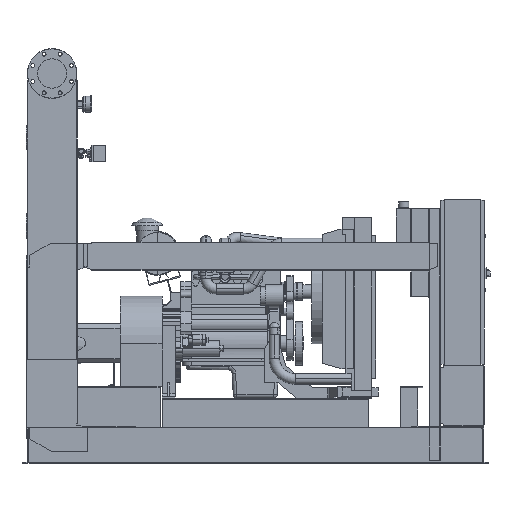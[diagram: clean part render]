
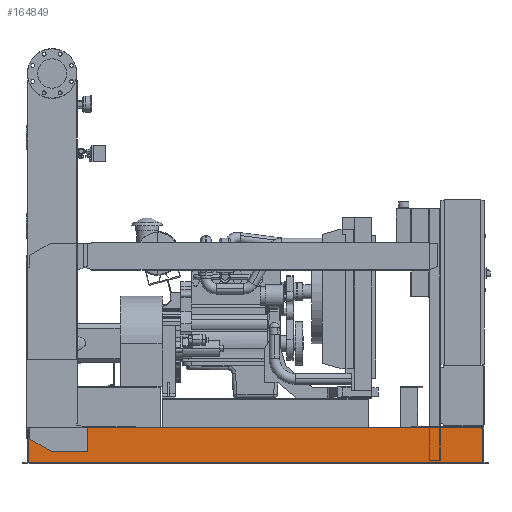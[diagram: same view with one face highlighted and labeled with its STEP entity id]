
A CAD part, front view. The second image highlights one B-rep face of the part: STEP entity #164849.
In plain terms, the highlighted free-form (B-spline) face has degree [1, 1] with [2, 2] control points.
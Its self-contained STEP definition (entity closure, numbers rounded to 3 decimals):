
#159790=CARTESIAN_POINT('',(-131.0,-738.5,202.));
#159791=VERTEX_POINT('',#159790);
#159798=CARTESIAN_POINT('',(-131.0,-738.5,208.));
#159799=VERTEX_POINT('',#159798);
#159800=CARTESIAN_POINT('',(-131.0,-738.5,202.));
#159801=DIRECTION('',(0.0,0.0,1.0));
#159802=VECTOR('',#159801,6.);
#159803=LINE('',#159800,#159802);
#159804=EDGE_CURVE('',#159791,#159799,#159803,.T.);
#163123=CARTESIAN_POINT('',(2463.0,-738.5,208.));
#163124=VERTEX_POINT('',#163123);
#163125=CARTESIAN_POINT('',(-131.0,-738.5,208.));
#163126=DIRECTION('',(1.0,0.0,0.0));
#163127=VECTOR('',#163126,2594.0);
#163128=LINE('',#163125,#163127);
#163129=EDGE_CURVE('',#159799,#163124,#163128,.T.);
#164426=CARTESIAN_POINT('',(2471.0,-738.5,202.));
#164427=VERTEX_POINT('',#164426);
#164434=CARTESIAN_POINT('',(2471.0,-738.5,112.689));
#164435=VERTEX_POINT('',#164434);
#164436=CARTESIAN_POINT('',(2471.0,-738.5,112.689));
#164437=DIRECTION('',(0.0,0.0,1.0));
#164438=VECTOR('',#164437,89.311);
#164439=LINE('',#164436,#164438);
#164440=EDGE_CURVE('',#164435,#164427,#164439,.T.);
#164763=CARTESIAN_POINT('',(-139.0,-738.5,3.));
#164764=CARTESIAN_POINT('',(-139.0,-738.5,208.));
#164765=CARTESIAN_POINT('',(2471.0,-738.5,3.));
#164766=CARTESIAN_POINT('',(2471.0,-738.5,208.));
#164767=B_SPLINE_SURFACE_WITH_KNOTS('',1,1,((#164763,#164765),(#164764,#164766)),.UNSPECIFIED.,.F.,.F.,.U.,(2,2),(2,2),(0.0,205.),(0.0,2610.0),.UNSPECIFIED.);
#164768=CARTESIAN_POINT('',(2471.0,-738.5,6.));
#164769=VERTEX_POINT('',#164768);
#164770=CARTESIAN_POINT('',(2471.0,-738.5,6.));
#164771=DIRECTION('',(0.0,0.0,1.0));
#164772=VECTOR('',#164771,106.689);
#164773=LINE('',#164770,#164772);
#164774=EDGE_CURVE('',#164769,#164435,#164773,.T.);
#164775=ORIENTED_EDGE('',*,*,#164774,.T.);
#164776=ORIENTED_EDGE('',*,*,#164440,.T.);
#164777=CARTESIAN_POINT('',(2463.0,-738.5,202.));
#164778=VERTEX_POINT('',#164777);
#164779=CARTESIAN_POINT('',(2471.0,-738.5,202.));
#164780=DIRECTION('',(-1.0,0.0,0.0));
#164781=VECTOR('',#164780,8.0);
#164782=LINE('',#164779,#164781);
#164783=EDGE_CURVE('',#164427,#164778,#164782,.T.);
#164784=ORIENTED_EDGE('',*,*,#164783,.T.);
#164785=CARTESIAN_POINT('',(2463.0,-738.5,208.));
#164786=DIRECTION('',(0.0,0.0,-1.0));
#164787=VECTOR('',#164786,6.);
#164788=LINE('',#164785,#164787);
#164789=EDGE_CURVE('',#163124,#164778,#164788,.T.);
#164790=ORIENTED_EDGE('',*,*,#164789,.F.);
#164791=ORIENTED_EDGE('',*,*,#163129,.F.);
#164792=ORIENTED_EDGE('',*,*,#159804,.F.);
#164793=CARTESIAN_POINT('',(-139.0,-738.5,202.));
#164794=VERTEX_POINT('',#164793);
#164795=CARTESIAN_POINT('',(-131.0,-738.5,202.));
#164796=DIRECTION('',(-1.0,0.0,0.0));
#164797=VECTOR('',#164796,8.0);
#164798=LINE('',#164795,#164797);
#164799=EDGE_CURVE('',#159791,#164794,#164798,.T.);
#164800=ORIENTED_EDGE('',*,*,#164799,.T.);
#164801=CARTESIAN_POINT('',(-139.0,-738.5,6.));
#164802=VERTEX_POINT('',#164801);
#164803=CARTESIAN_POINT('',(-139.0,-738.5,202.));
#164804=DIRECTION('',(0.0,0.0,-1.0));
#164805=VECTOR('',#164804,196.);
#164806=LINE('',#164803,#164805);
#164807=EDGE_CURVE('',#164794,#164802,#164806,.T.);
#164808=ORIENTED_EDGE('',*,*,#164807,.T.);
#164809=CARTESIAN_POINT('',(-131.0,-738.5,6.));
#164810=VERTEX_POINT('',#164809);
#164811=CARTESIAN_POINT('',(-139.0,-738.5,6.));
#164812=DIRECTION('',(1.0,0.0,0.0));
#164813=VECTOR('',#164812,8.0);
#164814=LINE('',#164811,#164813);
#164815=EDGE_CURVE('',#164802,#164810,#164814,.T.);
#164816=ORIENTED_EDGE('',*,*,#164815,.T.);
#164817=CARTESIAN_POINT('',(-131.0,-738.5,3.));
#164818=VERTEX_POINT('',#164817);
#164819=CARTESIAN_POINT('',(-131.0,-738.5,3.));
#164820=DIRECTION('',(0.0,0.0,1.0));
#164821=VECTOR('',#164820,3.);
#164822=LINE('',#164819,#164821);
#164823=EDGE_CURVE('',#164818,#164810,#164822,.T.);
#164824=ORIENTED_EDGE('',*,*,#164823,.F.);
#164825=CARTESIAN_POINT('',(2463.0,-738.5,3.));
#164826=VERTEX_POINT('',#164825);
#164827=CARTESIAN_POINT('',(2463.0,-738.5,3.));
#164828=DIRECTION('',(-1.0,0.0,0.0));
#164829=VECTOR('',#164828,2594.0);
#164830=LINE('',#164827,#164829);
#164831=EDGE_CURVE('',#164826,#164818,#164830,.T.);
#164832=ORIENTED_EDGE('',*,*,#164831,.F.);
#164833=CARTESIAN_POINT('',(2463.0,-738.5,6.));
#164834=VERTEX_POINT('',#164833);
#164835=CARTESIAN_POINT('',(2463.0,-738.5,6.));
#164836=DIRECTION('',(0.0,0.0,-1.0));
#164837=VECTOR('',#164836,3.);
#164838=LINE('',#164835,#164837);
#164839=EDGE_CURVE('',#164834,#164826,#164838,.T.);
#164840=ORIENTED_EDGE('',*,*,#164839,.F.);
#164841=CARTESIAN_POINT('',(2463.0,-738.5,6.));
#164842=DIRECTION('',(1.0,0.0,0.0));
#164843=VECTOR('',#164842,8.0);
#164844=LINE('',#164841,#164843);
#164845=EDGE_CURVE('',#164834,#164769,#164844,.T.);
#164846=ORIENTED_EDGE('',*,*,#164845,.T.);
#164847=EDGE_LOOP('',(#164775,#164776,#164784,#164790,#164791,#164792,#164800,#164808,#164816,#164824,#164832,#164840,#164846));
#164848=FACE_OUTER_BOUND('',#164847,.T.);
#164849=ADVANCED_FACE('',(#164848),#164767,.F.);
